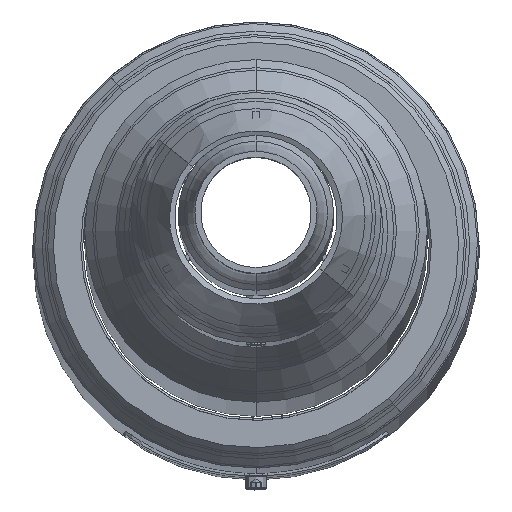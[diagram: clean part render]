
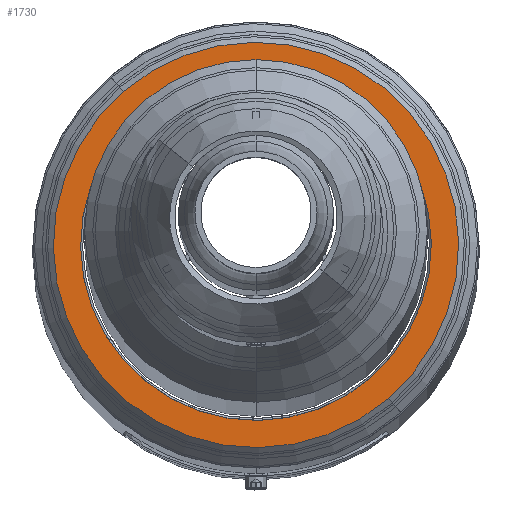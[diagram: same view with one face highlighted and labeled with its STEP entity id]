
A CAD part, top view. The second image highlights one B-rep face of the part: STEP entity #1730.
In plain terms, the highlighted face is planar.
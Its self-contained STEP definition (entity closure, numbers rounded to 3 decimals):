
#198 = DIRECTION ( 'NONE',  ( 0., 0., 1. ) ) ;
#337 = VERTEX_POINT ( 'NONE', #7079 ) ;
#737 = CARTESIAN_POINT ( 'NONE',  ( 86.15, 0., -40. ) ) ;
#742 = ORIENTED_EDGE ( 'NONE', *, *, #1426, .T. ) ;
#1150 = AXIS2_PLACEMENT_3D ( 'NONE', #4182, #6895, #3409 ) ;
#1413 = CIRCLE ( 'NONE', #3770, 99.55 ) ;
#1426 = EDGE_CURVE ( 'NONE', #6373, #2782, #1413, .T. ) ;
#1485 = DIRECTION ( 'NONE',  ( 1., 0., 0. ) ) ;
#1728 = AXIS2_PLACEMENT_3D ( 'NONE', #8679, #4841, #4152 ) ;
#1730 = ADVANCED_FACE ( 'NONE', ( #7129, #3078 ), #5880, .F. ) ;
#2097 = DIRECTION ( 'NONE',  ( 0., 0., -1. ) ) ;
#2214 = CARTESIAN_POINT ( 'NONE',  ( 99.55, 0., -40. ) ) ;
#2506 = CIRCLE ( 'NONE', #1150, 86.15 ) ;
#2782 = VERTEX_POINT ( 'NONE', #7383 ) ;
#3078 = FACE_OUTER_BOUND ( 'NONE', #6530, .T. ) ;
#3409 = DIRECTION ( 'NONE',  ( 1., 0., 0. ) ) ;
#3770 = AXIS2_PLACEMENT_3D ( 'NONE', #3791, #8618, #8746 ) ;
#3791 = CARTESIAN_POINT ( 'NONE',  ( 0., 0., -40. ) ) ;
#3969 = ORIENTED_EDGE ( 'NONE', *, *, #8054, .T. ) ;
#4152 = DIRECTION ( 'NONE',  ( 1., 0., 0. ) ) ;
#4182 = CARTESIAN_POINT ( 'NONE',  ( 0., 0., -40. ) ) ;
#4841 = DIRECTION ( 'NONE',  ( 0., 0., 1. ) ) ;
#5194 = ORIENTED_EDGE ( 'NONE', *, *, #7632, .T. ) ;
#5457 = AXIS2_PLACEMENT_3D ( 'NONE', #8557, #198, #7167 ) ;
#5880 = PLANE ( 'NONE',  #1728 ) ;
#6341 = AXIS2_PLACEMENT_3D ( 'NONE', #7084, #2097, #1485 ) ;
#6373 = VERTEX_POINT ( 'NONE', #2214 ) ;
#6530 = EDGE_LOOP ( 'NONE', ( #742, #5194 ) ) ;
#6876 = EDGE_CURVE ( 'NONE', #337, #8737, #2506, .T. ) ;
#6895 = DIRECTION ( 'NONE',  ( 0., 0., 1. ) ) ;
#7079 = CARTESIAN_POINT ( 'NONE',  ( -86.15, 0., -40. ) ) ;
#7084 = CARTESIAN_POINT ( 'NONE',  ( 0., 0., -40. ) ) ;
#7129 = FACE_BOUND ( 'NONE', #7456, .T. ) ;
#7167 = DIRECTION ( 'NONE',  ( 1., 0., 0. ) ) ;
#7338 = CIRCLE ( 'NONE', #6341, 99.55 ) ;
#7346 = CIRCLE ( 'NONE', #5457, 86.15 ) ;
#7383 = CARTESIAN_POINT ( 'NONE',  ( -99.55, 0., -40. ) ) ;
#7456 = EDGE_LOOP ( 'NONE', ( #7585, #3969 ) ) ;
#7585 = ORIENTED_EDGE ( 'NONE', *, *, #6876, .T. ) ;
#7632 = EDGE_CURVE ( 'NONE', #2782, #6373, #7338, .T. ) ;
#8054 = EDGE_CURVE ( 'NONE', #8737, #337, #7346, .T. ) ;
#8557 = CARTESIAN_POINT ( 'NONE',  ( 0., 0., -40. ) ) ;
#8618 = DIRECTION ( 'NONE',  ( 0., 0., -1. ) ) ;
#8679 = CARTESIAN_POINT ( 'NONE',  ( 0., 109.55, -40. ) ) ;
#8737 = VERTEX_POINT ( 'NONE', #737 ) ;
#8746 = DIRECTION ( 'NONE',  ( 1., 0., 0. ) ) ;
